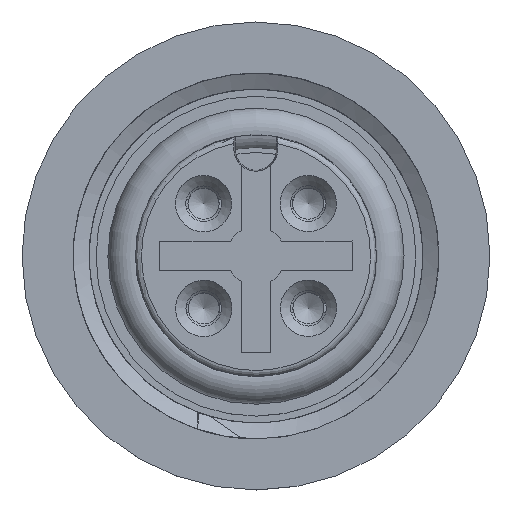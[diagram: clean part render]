
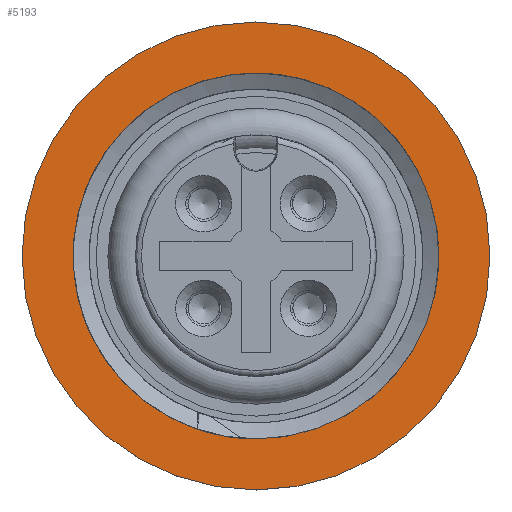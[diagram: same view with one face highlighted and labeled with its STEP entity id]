
A CAD part, left-side view. The second image highlights one B-rep face of the part: STEP entity #5193.
In plain terms, the highlighted face is planar.
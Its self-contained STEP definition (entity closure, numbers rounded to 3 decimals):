
#207=PLANE('',#5941);
#392=CIRCLE('',#5865,6.175);
#438=CIRCLE('',#5940,7.9);
#1782=ORIENTED_EDGE('',*,*,#2824,.T.);
#1783=ORIENTED_EDGE('',*,*,#2930,.F.);
#2824=EDGE_CURVE('',#3482,#3482,#392,.T.);
#2930=EDGE_CURVE('',#3574,#3574,#438,.T.);
#3482=VERTEX_POINT('',#10259);
#3574=VERTEX_POINT('',#11282);
#4267=EDGE_LOOP('',(#1782));
#4268=EDGE_LOOP('',(#1783));
#4761=FACE_BOUND('',#4267,.T.);
#4762=FACE_BOUND('',#4268,.T.);
#5193=ADVANCED_FACE('',(#4761,#4762),#207,.F.);
#5865=AXIS2_PLACEMENT_3D('',#10258,#6800,#6801);
#5940=AXIS2_PLACEMENT_3D('',#11281,#6950,#6951);
#5941=AXIS2_PLACEMENT_3D('',#11283,#6952,#6953);
#6800=DIRECTION('',(0.,1.,0.));
#6801=DIRECTION('',(1.,0.,0.));
#6950=DIRECTION('',(0.,1.,0.));
#6951=DIRECTION('',(1.,0.,0.));
#6952=DIRECTION('',(0.,1.,0.));
#6953=DIRECTION('',(0.,0.,1.));
#10258=CARTESIAN_POINT('',(0.,0.,0.));
#10259=CARTESIAN_POINT('',(6.175,0.,0.));
#11281=CARTESIAN_POINT('',(0.,0.,0.));
#11282=CARTESIAN_POINT('',(7.9,0.,0.));
#11283=CARTESIAN_POINT('',(0.,0.,0.));
